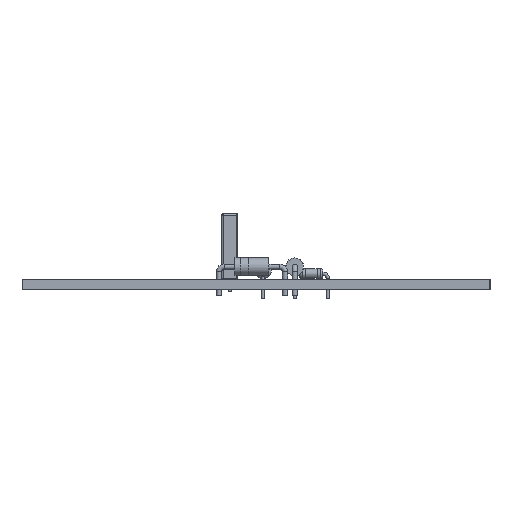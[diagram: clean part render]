
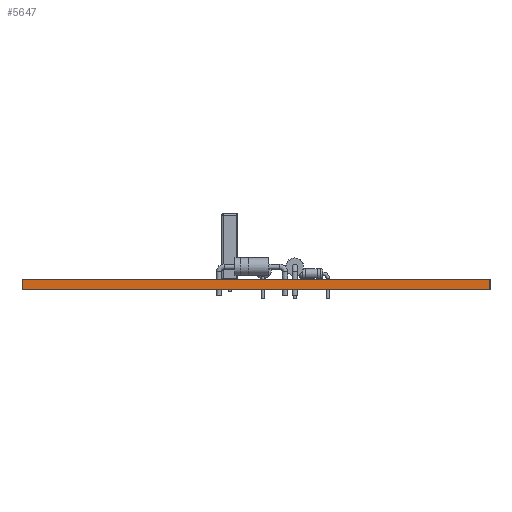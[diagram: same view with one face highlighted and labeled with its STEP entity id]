
A CAD part, left-side view. The second image highlights one B-rep face of the part: STEP entity #5647.
In plain terms, the highlighted planar face has unit normal (-1, 0, 0).
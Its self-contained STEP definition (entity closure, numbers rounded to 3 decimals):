
#5647 = ADVANCED_FACE('',(#5648),#5662,.F.);
#5648 = FACE_BOUND('',#5649,.F.);
#5649 = EDGE_LOOP('',(#5650,#5685,#5713,#5741));
#5650 = ORIENTED_EDGE('',*,*,#5651,.T.);
#5651 = EDGE_CURVE('',#5652,#5654,#5656,.T.);
#5652 = VERTEX_POINT('',#5653);
#5653 = CARTESIAN_POINT('',(80.899,-17.78,0.));
#5654 = VERTEX_POINT('',#5655);
#5655 = CARTESIAN_POINT('',(80.899,-17.78,1.6));
#5656 = SURFACE_CURVE('',#5657,(#5661,#5673),.PCURVE_S1.);
#5657 = LINE('',#5658,#5659);
#5658 = CARTESIAN_POINT('',(80.899,-17.78,0.));
#5659 = VECTOR('',#5660,1.);
#5660 = DIRECTION('',(0.,0.,1.));
#5661 = PCURVE('',#5662,#5667);
#5662 = PLANE('',#5663);
#5663 = AXIS2_PLACEMENT_3D('',#5664,#5665,#5666);
#5664 = CARTESIAN_POINT('',(80.899,-17.78,0.));
#5665 = DIRECTION('',(1.,0.,0.));
#5666 = DIRECTION('',(0.,-1.,0.));
#5667 = DEFINITIONAL_REPRESENTATION('',(#5668),#5672);
#5668 = LINE('',#5669,#5670);
#5669 = CARTESIAN_POINT('',(0.,0.));
#5670 = VECTOR('',#5671,1.);
#5671 = DIRECTION('',(0.,-1.));
#5672 = ( GEOMETRIC_REPRESENTATION_CONTEXT(2) 
PARAMETRIC_REPRESENTATION_CONTEXT() REPRESENTATION_CONTEXT('2D SPACE',''
  ) );
#5673 = PCURVE('',#5674,#5679);
#5674 = PLANE('',#5675);
#5675 = AXIS2_PLACEMENT_3D('',#5676,#5677,#5678);
#5676 = CARTESIAN_POINT('',(182.88,-17.78,0.));
#5677 = DIRECTION('',(0.,-1.,0.));
#5678 = DIRECTION('',(-1.,0.,0.));
#5679 = DEFINITIONAL_REPRESENTATION('',(#5680),#5684);
#5680 = LINE('',#5681,#5682);
#5681 = CARTESIAN_POINT('',(101.981,0.));
#5682 = VECTOR('',#5683,1.);
#5683 = DIRECTION('',(0.,-1.));
#5684 = ( GEOMETRIC_REPRESENTATION_CONTEXT(2) 
PARAMETRIC_REPRESENTATION_CONTEXT() REPRESENTATION_CONTEXT('2D SPACE',''
  ) );
#5685 = ORIENTED_EDGE('',*,*,#5686,.T.);
#5686 = EDGE_CURVE('',#5654,#5687,#5689,.T.);
#5687 = VERTEX_POINT('',#5688);
#5688 = CARTESIAN_POINT('',(80.899,-89.535,1.6));
#5689 = SURFACE_CURVE('',#5690,(#5694,#5701),.PCURVE_S1.);
#5690 = LINE('',#5691,#5692);
#5691 = CARTESIAN_POINT('',(80.899,-17.78,1.6));
#5692 = VECTOR('',#5693,1.);
#5693 = DIRECTION('',(0.,-1.,0.));
#5694 = PCURVE('',#5662,#5695);
#5695 = DEFINITIONAL_REPRESENTATION('',(#5696),#5700);
#5696 = LINE('',#5697,#5698);
#5697 = CARTESIAN_POINT('',(0.,-1.6));
#5698 = VECTOR('',#5699,1.);
#5699 = DIRECTION('',(1.,0.));
#5700 = ( GEOMETRIC_REPRESENTATION_CONTEXT(2) 
PARAMETRIC_REPRESENTATION_CONTEXT() REPRESENTATION_CONTEXT('2D SPACE',''
  ) );
#5701 = PCURVE('',#5702,#5707);
#5702 = PLANE('',#5703);
#5703 = AXIS2_PLACEMENT_3D('',#5704,#5705,#5706);
#5704 = CARTESIAN_POINT('',(131.89,-53.658,1.6));
#5705 = DIRECTION('',(0.,0.,1.));
#5706 = DIRECTION('',(1.,0.,0.));
#5707 = DEFINITIONAL_REPRESENTATION('',(#5708),#5712);
#5708 = LINE('',#5709,#5710);
#5709 = CARTESIAN_POINT('',(-50.991,35.878));
#5710 = VECTOR('',#5711,1.);
#5711 = DIRECTION('',(0.,-1.));
#5712 = ( GEOMETRIC_REPRESENTATION_CONTEXT(2) 
PARAMETRIC_REPRESENTATION_CONTEXT() REPRESENTATION_CONTEXT('2D SPACE',''
  ) );
#5713 = ORIENTED_EDGE('',*,*,#5714,.F.);
#5714 = EDGE_CURVE('',#5715,#5687,#5717,.T.);
#5715 = VERTEX_POINT('',#5716);
#5716 = CARTESIAN_POINT('',(80.899,-89.535,0.));
#5717 = SURFACE_CURVE('',#5718,(#5722,#5729),.PCURVE_S1.);
#5718 = LINE('',#5719,#5720);
#5719 = CARTESIAN_POINT('',(80.899,-89.535,0.));
#5720 = VECTOR('',#5721,1.);
#5721 = DIRECTION('',(0.,0.,1.));
#5722 = PCURVE('',#5662,#5723);
#5723 = DEFINITIONAL_REPRESENTATION('',(#5724),#5728);
#5724 = LINE('',#5725,#5726);
#5725 = CARTESIAN_POINT('',(71.755,0.));
#5726 = VECTOR('',#5727,1.);
#5727 = DIRECTION('',(0.,-1.));
#5728 = ( GEOMETRIC_REPRESENTATION_CONTEXT(2) 
PARAMETRIC_REPRESENTATION_CONTEXT() REPRESENTATION_CONTEXT('2D SPACE',''
  ) );
#5729 = PCURVE('',#5730,#5735);
#5730 = PLANE('',#5731);
#5731 = AXIS2_PLACEMENT_3D('',#5732,#5733,#5734);
#5732 = CARTESIAN_POINT('',(80.899,-89.535,0.));
#5733 = DIRECTION('',(0.,1.,0.));
#5734 = DIRECTION('',(1.,0.,0.));
#5735 = DEFINITIONAL_REPRESENTATION('',(#5736),#5740);
#5736 = LINE('',#5737,#5738);
#5737 = CARTESIAN_POINT('',(0.,0.));
#5738 = VECTOR('',#5739,1.);
#5739 = DIRECTION('',(0.,-1.));
#5740 = ( GEOMETRIC_REPRESENTATION_CONTEXT(2) 
PARAMETRIC_REPRESENTATION_CONTEXT() REPRESENTATION_CONTEXT('2D SPACE',''
  ) );
#5741 = ORIENTED_EDGE('',*,*,#5742,.F.);
#5742 = EDGE_CURVE('',#5652,#5715,#5743,.T.);
#5743 = SURFACE_CURVE('',#5744,(#5748,#5755),.PCURVE_S1.);
#5744 = LINE('',#5745,#5746);
#5745 = CARTESIAN_POINT('',(80.899,-17.78,0.));
#5746 = VECTOR('',#5747,1.);
#5747 = DIRECTION('',(0.,-1.,0.));
#5748 = PCURVE('',#5662,#5749);
#5749 = DEFINITIONAL_REPRESENTATION('',(#5750),#5754);
#5750 = LINE('',#5751,#5752);
#5751 = CARTESIAN_POINT('',(0.,0.));
#5752 = VECTOR('',#5753,1.);
#5753 = DIRECTION('',(1.,0.));
#5754 = ( GEOMETRIC_REPRESENTATION_CONTEXT(2) 
PARAMETRIC_REPRESENTATION_CONTEXT() REPRESENTATION_CONTEXT('2D SPACE',''
  ) );
#5755 = PCURVE('',#5756,#5761);
#5756 = PLANE('',#5757);
#5757 = AXIS2_PLACEMENT_3D('',#5758,#5759,#5760);
#5758 = CARTESIAN_POINT('',(131.89,-53.658,0.));
#5759 = DIRECTION('',(0.,0.,1.));
#5760 = DIRECTION('',(1.,0.,0.));
#5761 = DEFINITIONAL_REPRESENTATION('',(#5762),#5766);
#5762 = LINE('',#5763,#5764);
#5763 = CARTESIAN_POINT('',(-50.991,35.878));
#5764 = VECTOR('',#5765,1.);
#5765 = DIRECTION('',(0.,-1.));
#5766 = ( GEOMETRIC_REPRESENTATION_CONTEXT(2) 
PARAMETRIC_REPRESENTATION_CONTEXT() REPRESENTATION_CONTEXT('2D SPACE',''
  ) );
